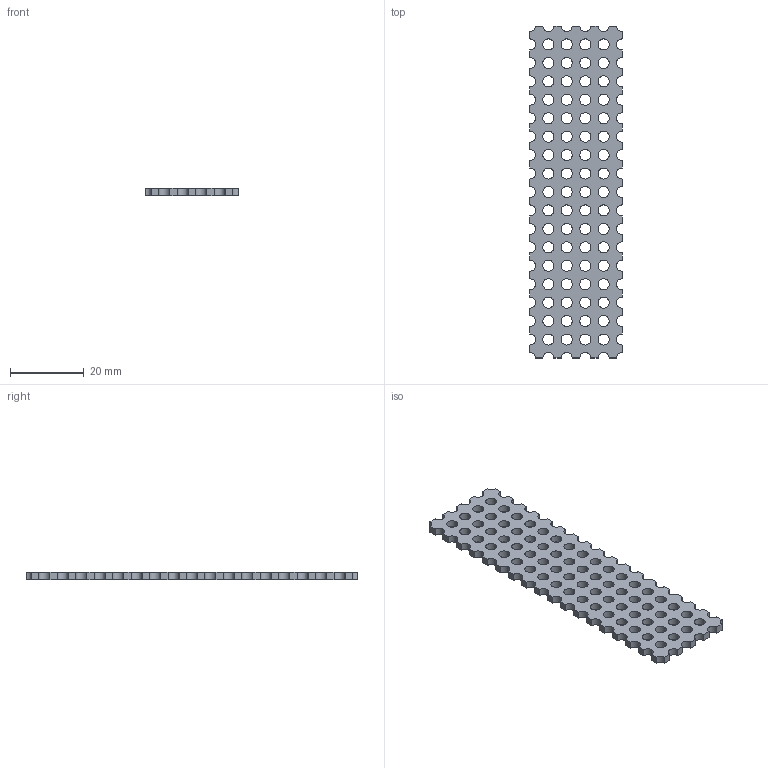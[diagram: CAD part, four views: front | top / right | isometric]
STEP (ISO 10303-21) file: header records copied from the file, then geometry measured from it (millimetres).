
FILE_DESCRIPTION (( 'STEP AP214' ), '1' );
FILE_NAME ('Board 90x25.STEP', '2022-02-11T14:12:26', ( '' ), ( '' ), 'SwSTEP 2.0', 'SolidWorks 2016', '' );
FILE_SCHEMA (( 'AUTOMOTIVE_DESIGN' ));
Length unit declared in the file: millimetre
Products named in the file (2): Board 90x25
Bounding box: 25 x 90 x 2 mm (x, y, z)
Volume: 3227.7 mm3; surface area: 5108.1 mm2
Topology: 1 solids, 1 shells, 247 faces, 735 edges, 490 vertices
Faces by surface type: cylinder 199, plane 48
Entity records: 8828 total; most frequent: DIRECTION 1631, CARTESIAN_POINT 1474, ORIENTED_EDGE 1470, EDGE_CURVE 735, AXIS2_PLACEMENT_3D 647, VERTEX_POINT 490, CIRCLE 398, EDGE_LOOP 383
